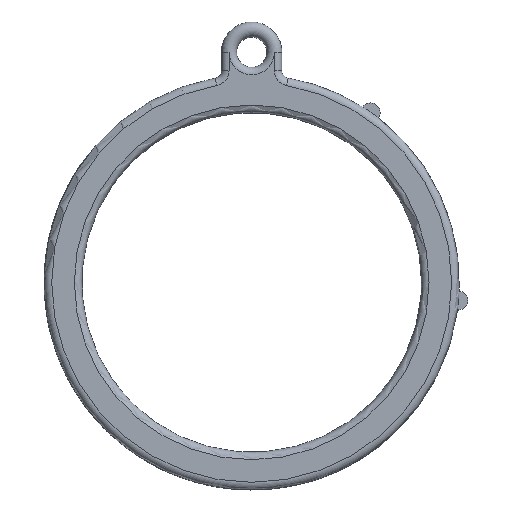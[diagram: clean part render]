
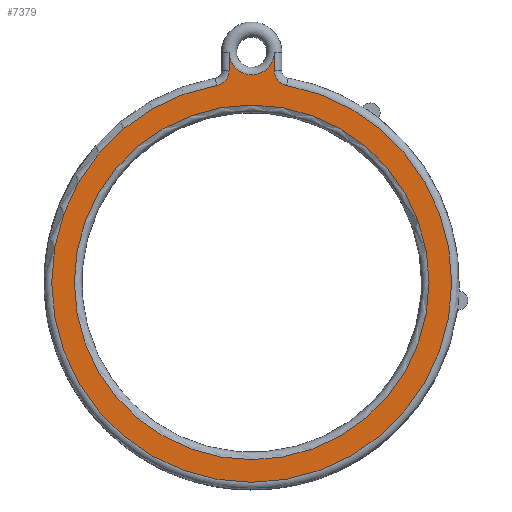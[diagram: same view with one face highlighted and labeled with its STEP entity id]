
A CAD part, top view. The second image highlights one B-rep face of the part: STEP entity #7379.
In plain terms, the highlighted planar face has unit normal (0, 0, 1).
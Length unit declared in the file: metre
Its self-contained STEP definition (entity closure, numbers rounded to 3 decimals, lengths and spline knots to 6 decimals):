
#196=PLANE('',#7956);
#836=LINE('',#11109,#1331);
#837=LINE('',#11114,#1332);
#1331=VECTOR('',#8684,1.);
#1332=VECTOR('',#8687,1.);
#1840=CIRCLE('',#7957,0.0235);
#1841=CIRCLE('',#7958,0.003);
#1842=CIRCLE('',#7959,0.002);
#1843=CIRCLE('',#7960,0.0265);
#1844=CIRCLE('',#7961,0.002);
#2292=ORIENTED_EDGE('',*,*,#4632,.T.);
#2293=ORIENTED_EDGE('',*,*,#4633,.T.);
#2294=ORIENTED_EDGE('',*,*,#4634,.T.);
#2295=ORIENTED_EDGE('',*,*,#4635,.T.);
#2296=ORIENTED_EDGE('',*,*,#4636,.F.);
#2297=ORIENTED_EDGE('',*,*,#4637,.T.);
#2298=ORIENTED_EDGE('',*,*,#4638,.F.);
#4632=EDGE_CURVE('',#5795,#5795,#1840,.F.);
#4633=EDGE_CURVE('',#5796,#5797,#836,.F.);
#4634=EDGE_CURVE('',#5797,#5798,#1841,.F.);
#4635=EDGE_CURVE('',#5798,#5799,#837,.T.);
#4636=EDGE_CURVE('',#5800,#5799,#1842,.T.);
#4637=EDGE_CURVE('',#5800,#5801,#1843,.T.);
#4638=EDGE_CURVE('',#5796,#5801,#1844,.T.);
#5795=VERTEX_POINT('',#11108);
#5796=VERTEX_POINT('',#11110);
#5797=VERTEX_POINT('',#11111);
#5798=VERTEX_POINT('',#11113);
#5799=VERTEX_POINT('',#11115);
#5800=VERTEX_POINT('',#11117);
#5801=VERTEX_POINT('',#11119);
#6354=EDGE_LOOP('',(#2292));
#6355=EDGE_LOOP('',(#2293,#2294,#2295,#2296,#2297,#2298));
#6833=FACE_BOUND('',#6354,.T.);
#6834=FACE_BOUND('',#6355,.T.);
#7379=ADVANCED_FACE('',(#6833,#6834),#196,.T.);
#7956=AXIS2_PLACEMENT_3D('',#11106,#8680,#8681);
#7957=AXIS2_PLACEMENT_3D('',#11107,#8682,#8683);
#7958=AXIS2_PLACEMENT_3D('',#11112,#8685,#8686);
#7959=AXIS2_PLACEMENT_3D('',#11116,#8688,#8689);
#7960=AXIS2_PLACEMENT_3D('',#11118,#8690,#8691);
#7961=AXIS2_PLACEMENT_3D('',#11120,#8692,#8693);
#8680=DIRECTION('',(0.,0.,1.));
#8681=DIRECTION('',(1.,0.,0.));
#8682=DIRECTION('',(0.,0.,1.));
#8683=DIRECTION('',(1.,0.,0.));
#8684=DIRECTION('',(0.,-1.,0.));
#8685=DIRECTION('',(0.,0.,1.));
#8686=DIRECTION('',(1.,0.,0.));
#8687=DIRECTION('',(0.,-1.,0.));
#8688=DIRECTION('',(0.,0.,1.));
#8689=DIRECTION('',(1.,0.,0.));
#8690=DIRECTION('',(0.,0.,1.));
#8691=DIRECTION('',(1.,0.,0.));
#8692=DIRECTION('',(0.,0.,1.));
#8693=DIRECTION('',(1.,0.,0.));
#11106=CARTESIAN_POINT('',(0.,0.,0.006));
#11107=CARTESIAN_POINT('',(0.,0.,0.006));
#11108=CARTESIAN_POINT('',(0.0235,0.,0.006));
#11109=CARTESIAN_POINT('',(0.003,0.0305,0.006));
#11110=CARTESIAN_POINT('',(0.003,0.028058,0.006));
#11111=CARTESIAN_POINT('',(0.003,0.0305,0.006));
#11112=CARTESIAN_POINT('',(0.,0.0305,0.006));
#11113=CARTESIAN_POINT('',(-0.003,0.0305,0.006));
#11114=CARTESIAN_POINT('',(-0.003,0.,0.006));
#11115=CARTESIAN_POINT('',(-0.003,0.028058,0.006));
#11116=CARTESIAN_POINT('',(-0.005,0.028058,0.006));
#11117=CARTESIAN_POINT('',(-0.004649,0.026089,0.006));
#11118=CARTESIAN_POINT('',(0.,0.,0.006));
#11119=CARTESIAN_POINT('',(0.004649,0.026089,0.006));
#11120=CARTESIAN_POINT('',(0.005,0.028058,0.006));
